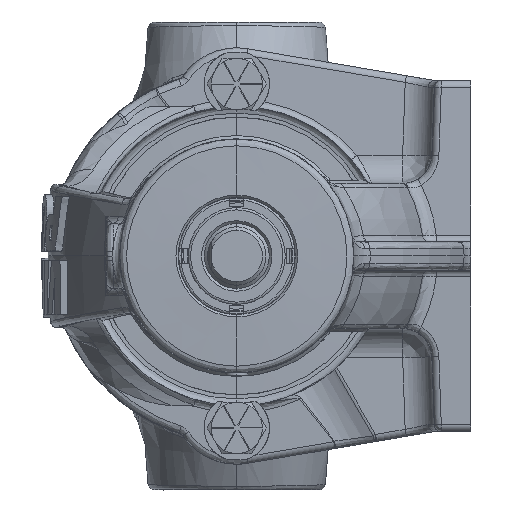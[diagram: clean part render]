
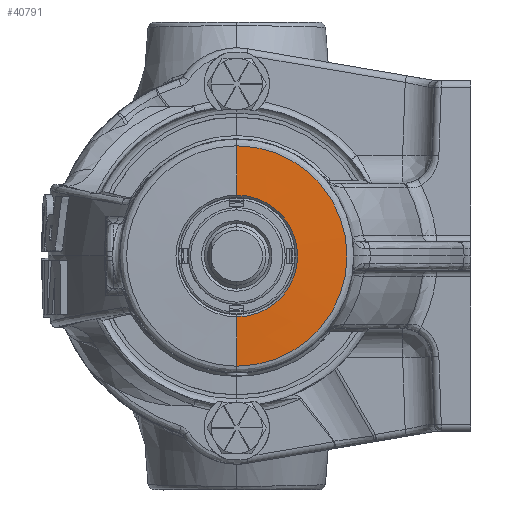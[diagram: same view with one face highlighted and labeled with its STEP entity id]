
A CAD part, left-side view. The second image highlights one B-rep face of the part: STEP entity #40791.
In plain terms, the highlighted conical face has half-angle 88 degrees and reference radius 23.929 mm.
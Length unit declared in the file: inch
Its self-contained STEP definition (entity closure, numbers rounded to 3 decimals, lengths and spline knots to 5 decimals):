
#60 = CARTESIAN_POINT ( 'NONE',  ( -6.46952, 0., -0.94209 ) ) ;
#8625 = VECTOR ( 'NONE', #9743, 39.37008 ) ;
#8747 = CIRCLE ( 'NONE', #16997, 0.94209 ) ;
#9743 = DIRECTION ( 'NONE',  ( 0.035, 0., -0.999 ) ) ;
#11269 = EDGE_CURVE ( 'NONE', #79995, #83915, #32780, .T. ) ;
#14206 = LINE ( 'NONE', #47425, #57422 ) ;
#15951 = CARTESIAN_POINT ( 'NONE',  ( -6.48426, 0., 0.51999 ) ) ;
#16230 = DIRECTION ( 'NONE',  ( 1., 0., 0. ) ) ;
#16587 = DIRECTION ( 'NONE',  ( 0., 0., -1. ) ) ;
#16997 = AXIS2_PLACEMENT_3D ( 'NONE', #48290, #105026, #56461 ) ;
#18488 = CARTESIAN_POINT ( 'NONE',  ( -6.48426, 0., 0. ) ) ;
#18718 = CARTESIAN_POINT ( 'NONE',  ( -6.48426, 0., -0.51999 ) ) ;
#19755 = ORIENTED_EDGE ( 'NONE', *, *, #28449, .T. ) ;
#20764 = ORIENTED_EDGE ( 'NONE', *, *, #65962, .F. ) ;
#22057 = CARTESIAN_POINT ( 'NONE',  ( -6.46952, 0., 0.94209 ) ) ;
#26639 = DIRECTION ( 'NONE',  ( 0., 0., -1. ) ) ;
#28449 = EDGE_CURVE ( 'NONE', #83915, #87181, #46649, .T. ) ;
#32780 = CIRCLE ( 'NONE', #86019, 0.51999 ) ;
#40607 = CONICAL_SURFACE ( 'NONE', #70538, 0.94209, 1.536 ) ;
#40791 = ADVANCED_FACE ( 'NONE', ( #72289 ), #40607, .T. ) ;
#46649 = LINE ( 'NONE', #58383, #8625 ) ;
#47425 = CARTESIAN_POINT ( 'NONE',  ( -6.46952, 0., 0.94209 ) ) ;
#48290 = CARTESIAN_POINT ( 'NONE',  ( -6.46952, 0., 0. ) ) ;
#56461 = DIRECTION ( 'NONE',  ( 0., 0., 1. ) ) ;
#57422 = VECTOR ( 'NONE', #104142, 39.37008 ) ;
#58383 = CARTESIAN_POINT ( 'NONE',  ( -6.46952, 0., -0.94209 ) ) ;
#65962 = EDGE_CURVE ( 'NONE', #85836, #87181, #8747, .T. ) ;
#70538 = AXIS2_PLACEMENT_3D ( 'NONE', #81021, #16230, #16587 ) ;
#72289 = FACE_OUTER_BOUND ( 'NONE', #73876, .T. ) ;
#73876 = EDGE_LOOP ( 'NONE', ( #86539, #85043, #19755, #20764 ) ) ;
#75144 = DIRECTION ( 'NONE',  ( 1., 0., 0. ) ) ;
#79995 = VERTEX_POINT ( 'NONE', #15951 ) ;
#81021 = CARTESIAN_POINT ( 'NONE',  ( -6.46952, 0., 0. ) ) ;
#83915 = VERTEX_POINT ( 'NONE', #18718 ) ;
#85043 = ORIENTED_EDGE ( 'NONE', *, *, #11269, .T. ) ;
#85836 = VERTEX_POINT ( 'NONE', #22057 ) ;
#86019 = AXIS2_PLACEMENT_3D ( 'NONE', #18488, #75144, #26639 ) ;
#86539 = ORIENTED_EDGE ( 'NONE', *, *, #97374, .F. ) ;
#87181 = VERTEX_POINT ( 'NONE', #60 ) ;
#97374 = EDGE_CURVE ( 'NONE', #79995, #85836, #14206, .T. ) ;
#104142 = DIRECTION ( 'NONE',  ( 0.035, 0., 0.999 ) ) ;
#105026 = DIRECTION ( 'NONE',  ( 1., 0., 0. ) ) ;
